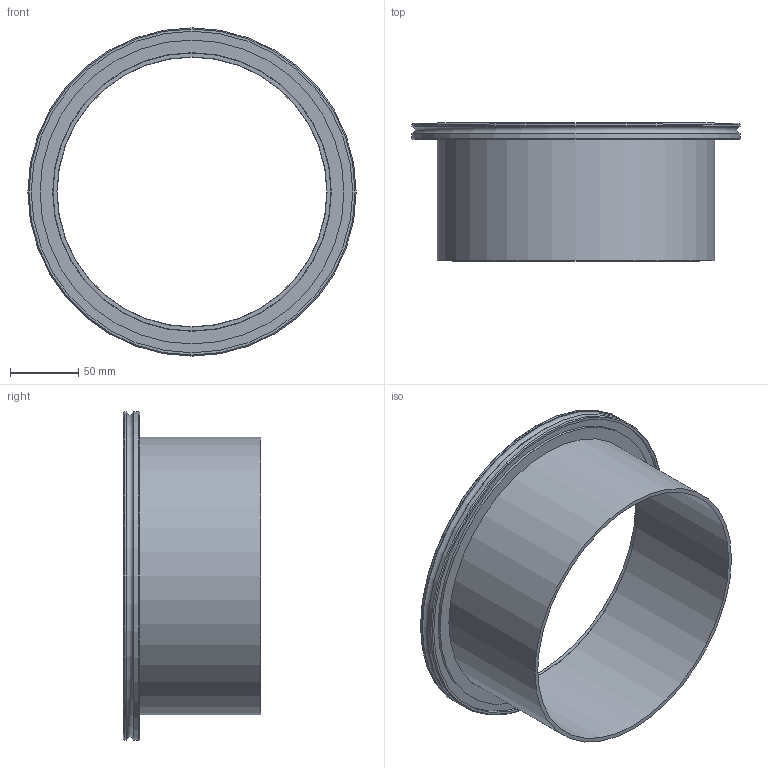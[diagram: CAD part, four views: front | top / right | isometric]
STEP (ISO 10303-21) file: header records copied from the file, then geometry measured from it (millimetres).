
FILE_DESCRIPTION (( 'STEP AP214' ), '1' );
FILE_NAME ('BT1ISOK200203FULLVAC.STEP', '2024-05-28T11:55:38', ( '' ), ( '' ), 'SwSTEP 2.0', 'SolidWorks 2017', '' );
FILE_SCHEMA (( 'AUTOMOTIVE_DESIGN' ));
Length unit declared in the file: millimetre
Products named in the file (3): BS1ISOK200 FULLVAC_204; tube lg 100_200-ANSI3.05; BT1ISOK200203FULLVAC
Assembly tree (2 placements, depth 2):
  BT1ISOK200203FULLVAC
    BS1ISOK200 FULLVAC_204
    tube lg 100_200-ANSI3.05
Bounding box: 240 x 100.7 x 240 mm (x, y, z)
Volume: 297245 mm3; surface area: 171901.7 mm2
Topology: 2 solids, 2 shells, 22 faces, 36 edges, 22 vertices
Faces by surface type: cylinder 9, plane 8, torus 3, cone 2
Full cylindrical faces by diameter (mm): 197.1 x1, 197.4 x1, 203.2 x1, 203.7 x1, 213 x1, 222.193 x1, 235 x1, 240 x2
Entity records: 562 total; most frequent: DIRECTION 98, CARTESIAN_POINT 71, AXIS2_PLACEMENT_3D 49, EDGE_LOOP 44, ORIENTED_EDGE 44, FACE_OUTER_BOUND 34, EDGE_CURVE 22, CIRCLE 22
